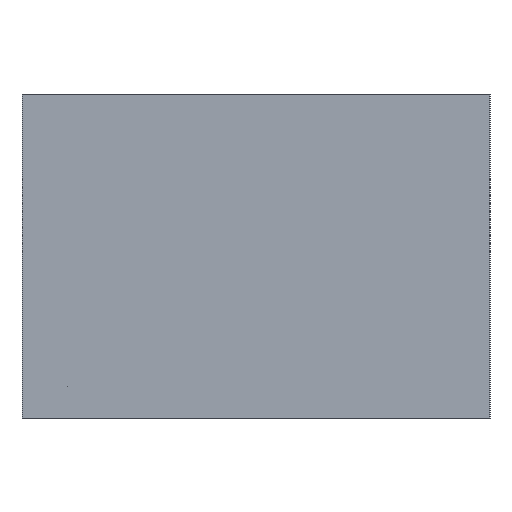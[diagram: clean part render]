
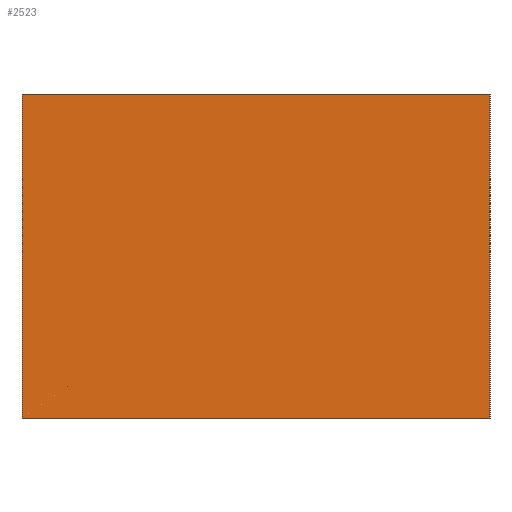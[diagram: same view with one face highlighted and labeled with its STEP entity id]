
A CAD part, left-side view. The second image highlights one B-rep face of the part: STEP entity #2523.
In plain terms, the highlighted planar face has unit normal (-1, 0, 0).
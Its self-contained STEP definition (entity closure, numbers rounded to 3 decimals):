
#345=FACE_OUTER_BOUND('',#505,.T.);
#505=EDGE_LOOP('',(#1695,#1696,#1697,#1698));
#733=LINE('',#3348,#913);
#734=LINE('',#3350,#914);
#735=LINE('',#3352,#915);
#736=LINE('',#3353,#916);
#913=VECTOR('',#2848,45.);
#914=VECTOR('',#2849,65.);
#915=VECTOR('',#2850,45.);
#916=VECTOR('',#2851,65.);
#1093=VERTEX_POINT('',#3346);
#1094=VERTEX_POINT('',#3347);
#1095=VERTEX_POINT('',#3349);
#1096=VERTEX_POINT('',#3351);
#1345=EDGE_CURVE('',#1093,#1094,#733,.T.);
#1346=EDGE_CURVE('',#1095,#1093,#734,.T.);
#1347=EDGE_CURVE('',#1095,#1096,#735,.T.);
#1348=EDGE_CURVE('',#1094,#1096,#736,.T.);
#1695=ORIENTED_EDGE('',*,*,#1345,.F.);
#1696=ORIENTED_EDGE('',*,*,#1346,.F.);
#1697=ORIENTED_EDGE('',*,*,#1347,.T.);
#1698=ORIENTED_EDGE('',*,*,#1348,.F.);
#2395=PLANE('',#2685);
#2523=ADVANCED_FACE('',(#345),#2395,.F.);
#2685=AXIS2_PLACEMENT_3D('',#3345,#2846,#2847);
#2846=DIRECTION('center_axis',(1.,0.,0.));
#2847=DIRECTION('ref_axis',(0.,0.,-1.));
#2848=DIRECTION('',(0.,0.,-1.));
#2849=DIRECTION('',(0.,-1.,0.));
#2850=DIRECTION('',(0.,0.,-1.));
#2851=DIRECTION('',(0.,1.,0.));
#3345=CARTESIAN_POINT('Origin',(302.,32.5,67.5));
#3346=CARTESIAN_POINT('',(302.,0.,90.));
#3347=CARTESIAN_POINT('',(302.,0.,45.));
#3348=CARTESIAN_POINT('',(302.,0.,67.5));
#3349=CARTESIAN_POINT('',(302.,65.,90.));
#3350=CARTESIAN_POINT('',(302.,32.5,90.));
#3351=CARTESIAN_POINT('',(302.,65.,45.));
#3352=CARTESIAN_POINT('',(302.,65.,67.5));
#3353=CARTESIAN_POINT('',(302.,32.5,45.));
